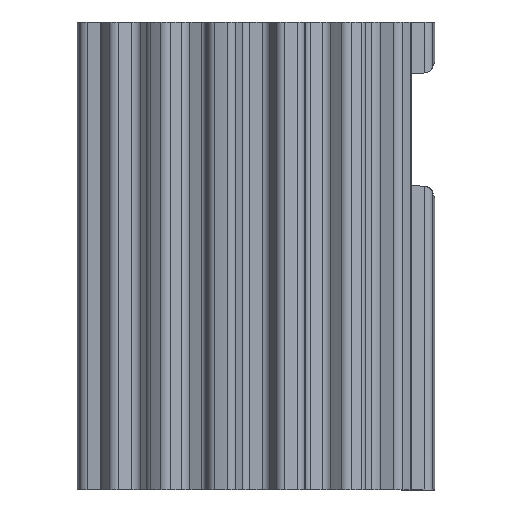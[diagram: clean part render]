
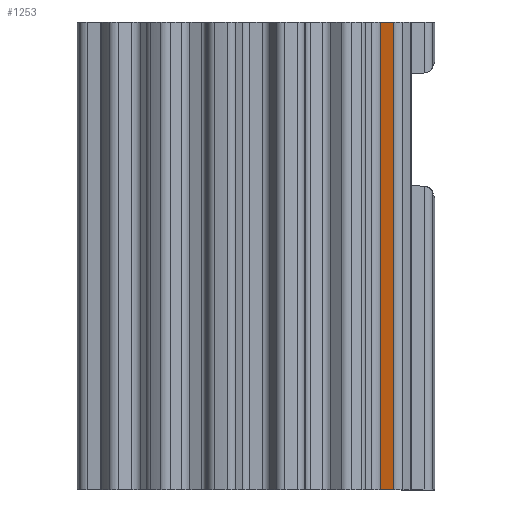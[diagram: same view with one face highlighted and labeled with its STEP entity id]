
A CAD part, front view. The second image highlights one B-rep face of the part: STEP entity #1253.
In plain terms, the highlighted planar face has unit normal (-0.292, -0.956, 0).
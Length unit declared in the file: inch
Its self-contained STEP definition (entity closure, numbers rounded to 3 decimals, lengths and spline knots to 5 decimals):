
#16 = EDGE_CURVE ( 'NONE', #1099, #1558, #1277, .T. ) ;
#336 = CARTESIAN_POINT ( 'NONE',  ( 0.14698, -0.11658, -0.66 ) ) ;
#536 = DIRECTION ( 'NONE',  ( -0.956, 0.292, 0. ) ) ;
#633 = EDGE_LOOP ( 'NONE', ( #2244, #1633, #3757, #968 ) ) ;
#649 = PLANE ( 'NONE',  #2515 ) ;
#776 = VERTEX_POINT ( 'NONE', #4097 ) ;
#878 = CARTESIAN_POINT ( 'NONE',  ( 0.1328, -0.11224, -0.16 ) ) ;
#968 = ORIENTED_EDGE ( 'NONE', *, *, #4098, .T. ) ;
#1099 = VERTEX_POINT ( 'NONE', #2469 ) ;
#1253 = ADVANCED_FACE ( 'NONE', ( #3076 ), #649, .F. ) ;
#1277 = LINE ( 'NONE', #2369, #3835 ) ;
#1312 = DIRECTION ( 'NONE',  ( 0., 0., 1. ) ) ;
#1558 = VERTEX_POINT ( 'NONE', #878 ) ;
#1627 = CARTESIAN_POINT ( 'NONE',  ( 0.14698, -0.11658, -0.66 ) ) ;
#1633 = ORIENTED_EDGE ( 'NONE', *, *, #16, .F. ) ;
#1806 = VECTOR ( 'NONE', #2550, 39.37008 ) ;
#2126 = EDGE_CURVE ( 'NONE', #776, #1558, #2512, .T. ) ;
#2141 = DIRECTION ( 'NONE',  ( -0.956, 0.292, 0. ) ) ;
#2143 = DIRECTION ( 'NONE',  ( 0., 0., 1. ) ) ;
#2244 = ORIENTED_EDGE ( 'NONE', *, *, #2126, .T. ) ;
#2349 = DIRECTION ( 'NONE',  ( 0.292, 0.956, 0. ) ) ;
#2369 = CARTESIAN_POINT ( 'NONE',  ( 0.1328, -0.11224, -0.66 ) ) ;
#2469 = CARTESIAN_POINT ( 'NONE',  ( 0.1328, -0.11224, -0.66 ) ) ;
#2510 = EDGE_CURVE ( 'NONE', #3673, #1099, #5383, .T. ) ;
#2512 = LINE ( 'NONE', #5225, #5767 ) ;
#2515 = AXIS2_PLACEMENT_3D ( 'NONE', #336, #2349, #536 ) ;
#2550 = DIRECTION ( 'NONE',  ( -0.956, 0.292, 0. ) ) ;
#3076 = FACE_OUTER_BOUND ( 'NONE', #633, .T. ) ;
#3131 = CARTESIAN_POINT ( 'NONE',  ( 0.14698, -0.11658, -0.66 ) ) ;
#3673 = VERTEX_POINT ( 'NONE', #3131 ) ;
#3757 = ORIENTED_EDGE ( 'NONE', *, *, #2510, .F. ) ;
#3835 = VECTOR ( 'NONE', #1312, 39.37008 ) ;
#4097 = CARTESIAN_POINT ( 'NONE',  ( 0.14698, -0.11658, -0.16 ) ) ;
#4098 = EDGE_CURVE ( 'NONE', #3673, #776, #4423, .T. ) ;
#4361 = CARTESIAN_POINT ( 'NONE',  ( 0.14698, -0.11658, -0.66 ) ) ;
#4423 = LINE ( 'NONE', #4361, #4700 ) ;
#4700 = VECTOR ( 'NONE', #2143, 39.37008 ) ;
#5225 = CARTESIAN_POINT ( 'NONE',  ( 0.14698, -0.11658, -0.16 ) ) ;
#5383 = LINE ( 'NONE', #1627, #1806 ) ;
#5767 = VECTOR ( 'NONE', #2141, 39.37008 ) ;
